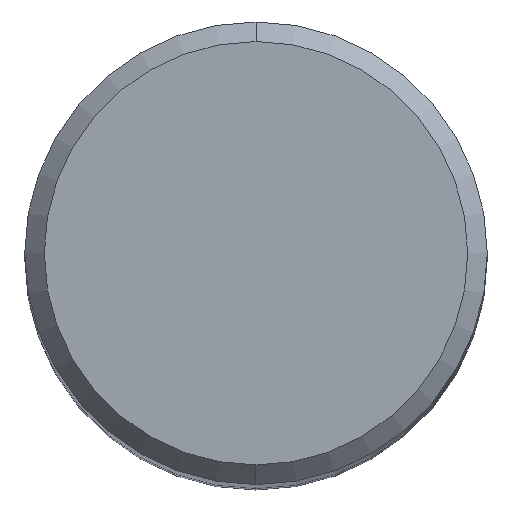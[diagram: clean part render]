
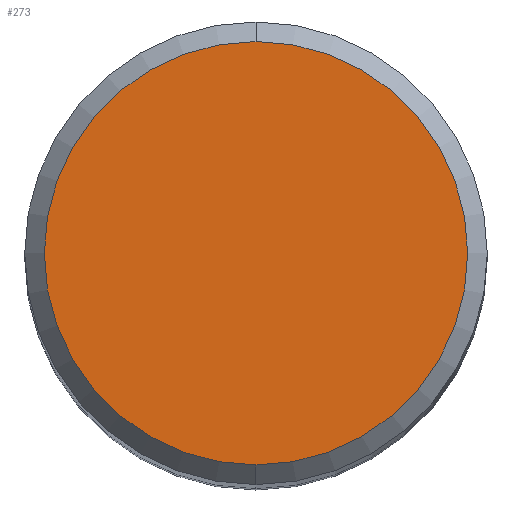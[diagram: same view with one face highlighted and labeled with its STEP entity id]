
A CAD part, top view. The second image highlights one B-rep face of the part: STEP entity #273.
In plain terms, the highlighted planar face has unit normal (0, 0, 1).
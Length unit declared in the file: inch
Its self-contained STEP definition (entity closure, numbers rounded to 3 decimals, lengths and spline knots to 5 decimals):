
#1 = CARTESIAN_POINT ( 'NONE',  ( 0., 0.2162, 0. ) ) ;
#25 = CIRCLE ( 'NONE', #268, 0.2162 ) ;
#33 = DIRECTION ( 'NONE',  ( 0., 0., -1. ) ) ;
#35 = ORIENTED_EDGE ( 'NONE', *, *, #285, .T. ) ;
#45 = CARTESIAN_POINT ( 'NONE',  ( 0., 0., 0. ) ) ;
#61 = FACE_OUTER_BOUND ( 'NONE', #253, .T. ) ;
#76 = ORIENTED_EDGE ( 'NONE', *, *, #244, .T. ) ;
#90 = VERTEX_POINT ( 'NONE', #295 ) ;
#114 = VERTEX_POINT ( 'NONE', #266 ) ;
#147 = DIRECTION ( 'NONE',  ( 0., 0., 1. ) ) ;
#194 = DIRECTION ( 'NONE',  ( 0., 1., 0. ) ) ;
#202 = DIRECTION ( 'NONE',  ( 0., -1., 0. ) ) ;
#205 = AXIS2_PLACEMENT_3D ( 'NONE', #45, #401, #202 ) ;
#208 = CIRCLE ( 'NONE', #205, 0.2162 ) ;
#244 = EDGE_CURVE ( 'NONE', #90, #114, #25, .T. ) ;
#253 = EDGE_LOOP ( 'NONE', ( #76, #35 ) ) ;
#266 = CARTESIAN_POINT ( 'NONE',  ( 0., -0.2162, 0. ) ) ;
#268 = AXIS2_PLACEMENT_3D ( 'NONE', #322, #147, #289 ) ;
#273 = ADVANCED_FACE ( 'NONE', ( #61 ), #328, .F. ) ;
#285 = EDGE_CURVE ( 'NONE', #114, #90, #208, .T. ) ;
#289 = DIRECTION ( 'NONE',  ( 0., -1., 0. ) ) ;
#295 = CARTESIAN_POINT ( 'NONE',  ( 0., 0.2162, 0. ) ) ;
#322 = CARTESIAN_POINT ( 'NONE',  ( 0., 0., 0. ) ) ;
#328 = PLANE ( 'NONE',  #389 ) ;
#389 = AXIS2_PLACEMENT_3D ( 'NONE', #1, #33, #194 ) ;
#401 = DIRECTION ( 'NONE',  ( 0., 0., 1. ) ) ;
